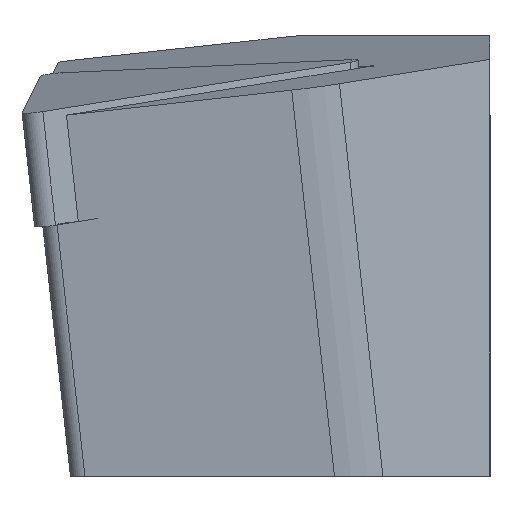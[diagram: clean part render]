
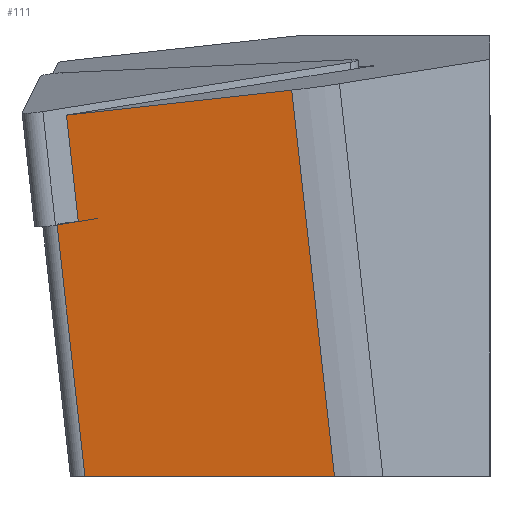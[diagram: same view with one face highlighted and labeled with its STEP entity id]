
A CAD part, left-side view. The second image highlights one B-rep face of the part: STEP entity #111.
In plain terms, the highlighted planar face has unit normal (-0.995, -0.011, -0.098).
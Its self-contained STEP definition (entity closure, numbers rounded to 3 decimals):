
#111=ADVANCED_FACE('',(#160),#137,.F.);
#137=PLANE('',#585);
#160=FACE_OUTER_BOUND('',#187,.T.);
#187=EDGE_LOOP('',(#240,#241,#242,#243,#244,#245));
#240=ORIENTED_EDGE('',*,*,#416,.F.);
#241=ORIENTED_EDGE('',*,*,#415,.F.);
#242=ORIENTED_EDGE('',*,*,#417,.F.);
#243=ORIENTED_EDGE('',*,*,#418,.T.);
#244=ORIENTED_EDGE('',*,*,#398,.F.);
#245=ORIENTED_EDGE('',*,*,#419,.F.);
#353=VERTEX_POINT('',#751);
#355=VERTEX_POINT('',#754);
#368=VERTEX_POINT('',#784);
#369=VERTEX_POINT('',#786);
#370=VERTEX_POINT('',#790);
#371=VERTEX_POINT('',#792);
#398=EDGE_CURVE('',#353,#355,#465,.T.);
#415=EDGE_CURVE('',#369,#368,#479,.T.);
#416=EDGE_CURVE('',#368,#370,#480,.T.);
#417=EDGE_CURVE('',#371,#369,#481,.T.);
#418=EDGE_CURVE('',#371,#355,#482,.T.);
#419=EDGE_CURVE('',#370,#353,#483,.T.);
#465=LINE('',#753,#522);
#479=LINE('',#787,#536);
#480=LINE('',#789,#537);
#481=LINE('',#791,#538);
#482=LINE('',#793,#539);
#483=LINE('',#794,#540);
#522=VECTOR('',#619,1.);
#536=VECTOR('',#643,1.);
#537=VECTOR('',#646,1.);
#538=VECTOR('',#647,1.);
#539=VECTOR('',#648,1.);
#540=VECTOR('',#649,1.);
#585=AXIS2_PLACEMENT_3D('',#795,#650,#651);
#619=DIRECTION('',(0.,-0.994,0.11));
#643=DIRECTION('',(-0.098,0.11,0.989));
#646=DIRECTION('',(0.,-0.994,0.11));
#647=DIRECTION('',(-0.011,1.,0.));
#648=DIRECTION('',(-0.098,0.11,0.989));
#649=DIRECTION('',(-0.098,0.11,0.989));
#650=DIRECTION('',(0.995,0.011,0.098));
#651=DIRECTION('',(0.098,0.,-0.995));
#751=CARTESIAN_POINT('',(0.642,-1.269,0.003));
#753=CARTESIAN_POINT('',(0.642,-0.677,-0.063));
#754=CARTESIAN_POINT('',(0.642,-7.506,0.695));
#784=CARTESIAN_POINT('',(0.935,-1.005,-3.011));
#786=CARTESIAN_POINT('',(1.63,-1.781,-10.));
#787=CARTESIAN_POINT('',(2.589,-2.852,-19.647));
#789=CARTESIAN_POINT('',(0.935,-1.005,-3.011));
#790=CARTESIAN_POINT('',(0.935,-1.596,-2.945));
#791=CARTESIAN_POINT('',(1.642,-2.862,-10.));
#792=CARTESIAN_POINT('',(1.705,-8.694,-10.));
#793=CARTESIAN_POINT('',(2.589,-9.681,-18.889));
#794=CARTESIAN_POINT('',(2.589,-3.443,-19.581));
#795=CARTESIAN_POINT('',(2.589,-2.852,-19.647));
